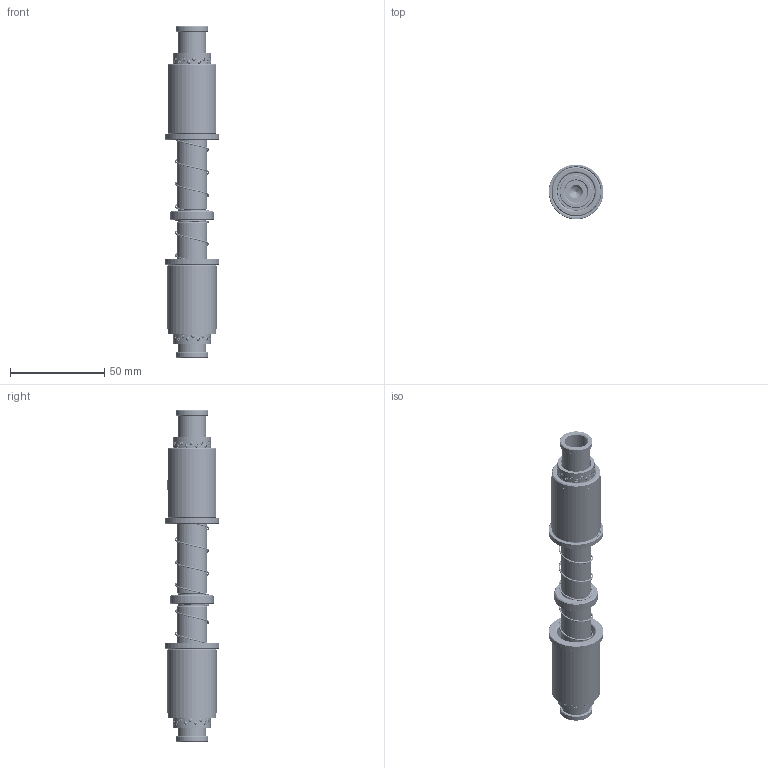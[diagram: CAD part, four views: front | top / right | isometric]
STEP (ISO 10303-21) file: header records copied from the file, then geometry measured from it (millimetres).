
FILE_DESCRIPTION (( 'STEP AP214' ), '1' );
FILE_NAME ('BJGPH BSGPH-D16-LA80-LB60-絳杶BL40.STEP', '2021-09-29T06:28:59', ( 'User' ), ( 'china' ), 'SwSTEP 2.0', 'SolidWorks 2016', '' );
FILE_SCHEMA (( 'AUTOMOTIVE_DESIGN' ));
Length unit declared in the file: millimetre
Products named in the file (10): GBBH--D26-d20-L40; GBBH-D26-d20-L40; HWP-B-D18.3-d16.5-L70; HWP-B-D18.3-d16.5-L50; GGTK-D17.3-d15 -15; BSH BJH-D19.7-16.3-L35; BALL-D2; GPWH-D16-80-60-10; BJGPH BSGPH-D16-LA80-LB60-絳杶BL40
Assembly tree (208 placements, depth 3):
  BJGPH BSGPH-D16-LA80-LB60-絳杶BL40
    GPWH-D16-80-60-10
    BSH BJH-D19.7-16.3-L35  x2
      BSH BJH-D19.7-16.3-L35
      BALL-D2
    GGTK-D17.3-d15 -15  x2
    HWP-B-D18.3-d16.5-L50
    HWP-B-D18.3-d16.5-L70
    GBBH-D26-d20-L40
    GBBH--D26-d20-L40
Bounding box: 29 x 29 x 176 mm (x, y, z)
Volume: 55889.7 mm3; surface area: 43568.5 mm2
Topology: 405 solids, 405 shells, 1792 faces, 7686 edges, 5096 vertices
Faces by surface type: sphere 1584, cylinder 68, cone 68, plane 42, torus 20, bspline 10
Entity records: 37590 total; most frequent: CARTESIAN_POINT 21280, ORIENTED_EDGE 3248, DIRECTION 2902, EDGE_CURVE 1624, AXIS2_PLACEMENT_3D 1378, VERTEX_POINT 1066, EDGE_LOOP 982, B_SPLINE_CURVE_WITH_KNOTS 870
